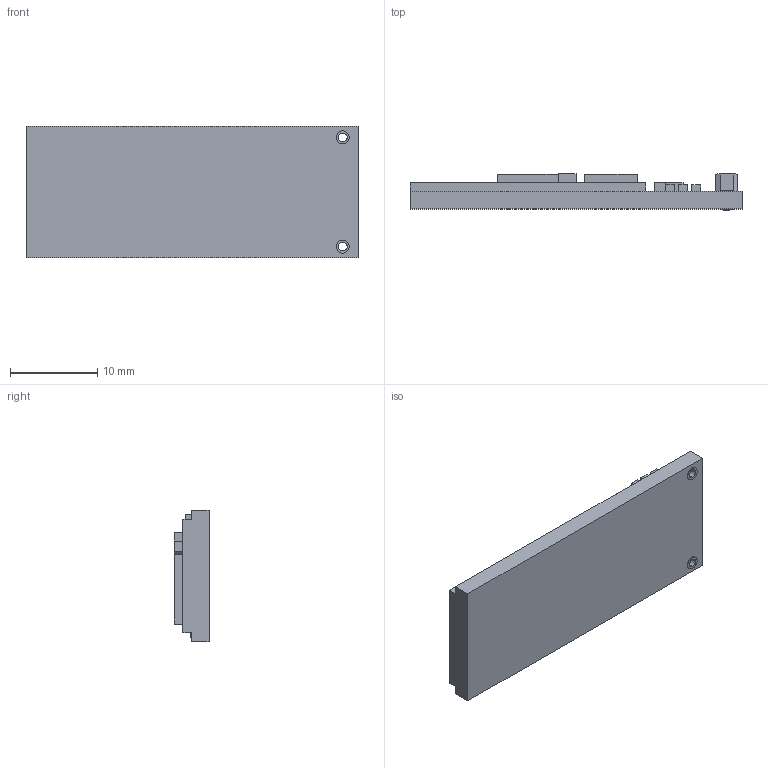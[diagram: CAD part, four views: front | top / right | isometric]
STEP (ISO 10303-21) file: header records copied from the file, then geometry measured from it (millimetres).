
FILE_DESCRIPTION (( 'STEP AP214' ), '1' );
FILE_NAME ('HC-06 (step).STEP', '2018-08-11T08:43:39', ( '' ), ( '' ), 'SwSTEP 2.0', 'SolidWorks 2017', '' );
FILE_SCHEMA (( 'AUTOMOTIVE_DESIGN' ));
Length unit declared in the file: millimetre
Products named in the file (1): HC-06 (step)
Bounding box: 38 x 4.1 x 15 mm (x, y, z)
Volume: 1672.4 mm3; surface area: 1621.2 mm2
Topology: 1 solids, 1 shells, 157 faces, 408 edges, 272 vertices
Faces by surface type: plane 145, cylinder 12
Entity records: 6495 total; most frequent: CARTESIAN_POINT 838, ORIENTED_EDGE 816, DIRECTION 748, EDGE_CURVE 408, LINE 384, VECTOR 384, VERTEX_POINT 272, AXIS2_PLACEMENT_3D 182
